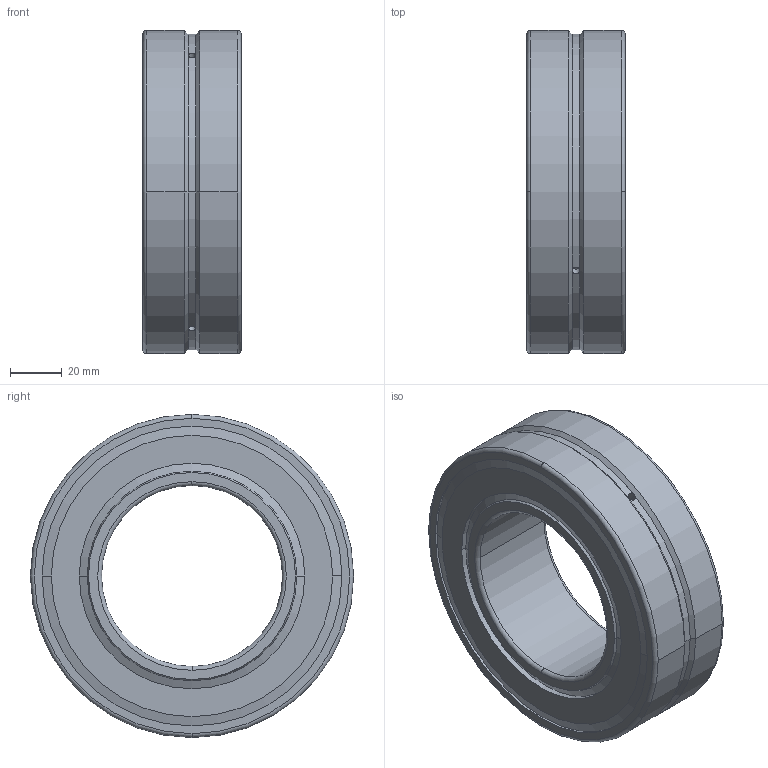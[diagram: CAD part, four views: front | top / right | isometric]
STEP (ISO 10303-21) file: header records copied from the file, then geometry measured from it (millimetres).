
FILE_DESCRIPTION(('STEP AP214'),'1');
FILE_NAME('SKF_bearing_BS2-2214-2RS_VT143_2.stp','2024-02-29T12:11:56',('TraceParts'),('TraceParts S.A.'),'Spatial InterOp 3D',' ',' ');
FILE_SCHEMA(('AUTOMOTIVE_DESIGN { 1 0 10303 214 1 1 1 1 }'));
Length unit declared in the file: millimetre
Products named in the file (1): SKF_bearing_BS2-2214-2RS_VT143_2_1
Bounding box: 38 x 125 x 125 mm (x, y, z)
Volume: 232752.5 mm3; surface area: 117838.7 mm2
Topology: 6 solids, 6 shells, 342 faces, 878 edges, 627 vertices
Faces by surface type: torus 176, plane 98, cylinder 38, cone 28, sphere 2
Entity records: 18631 total; most frequent: CARTESIAN_POINT 7306, DIRECTION 1883, ORIENTED_EDGE 1748, AXIS2_PLACEMENT_3D 910, EDGE_CURVE 874, VERTEX_POINT 627, CIRCLE 562, EDGE_LOOP 443
